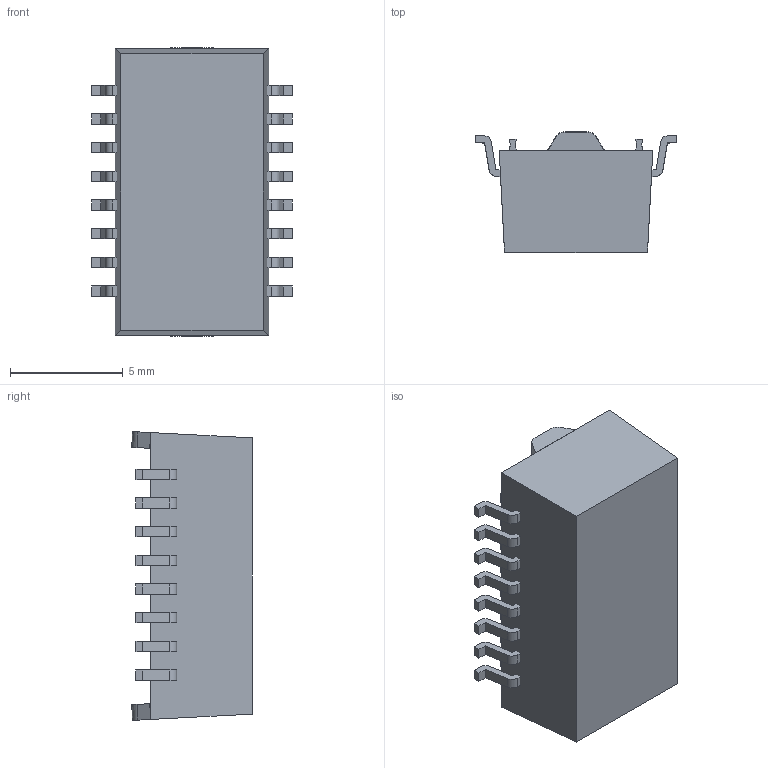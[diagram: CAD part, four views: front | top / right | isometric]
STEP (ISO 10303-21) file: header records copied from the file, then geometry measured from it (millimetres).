
FILE_DESCRIPTION(('FreeCAD Model'),'2;1');
FILE_NAME( 'Bourns_PT61017PEL.stp', '2018-05-14T16:08:47',('Author'),(''), 'Open CASCADE STEP processor 7.2','FreeCAD','Unknown');
FILE_SCHEMA(('AUTOMOTIVE_DESIGN { 1 0 10303 214 1 1 1 1 }'));
Length unit declared in the file: millimetre
Products named in the file (17): PRT0001; PRT0017; PRT0019; PRT0012; PRT0013; PRT0024; PRT0023; PRT0026; PRT0025; PRT0022; PRT0018; PRT0016; PRT0015; PRT0020; PRT0014; PRT0011; PRT0021
Bounding box: 8.89 x 5.34 x 12.78 mm (x, y, z)
Volume: 195.3 mm3; surface area: 574.6 mm2
Topology: 19 solids, 19 shells, 363 faces, 1212 edges, 1848 vertices
Faces by surface type: plane 247, cylinder 84, extrusion 32
Entity records: 28963 total; most frequent: CARTESIAN_POINT 6640, DIRECTION 3776, VECTOR 2628, LINE 2596, ORIENTED_EDGE 1944, PCURVE 1944, DEFINITIONAL_REPRESENTATION 1944, EDGE_CURVE 972
